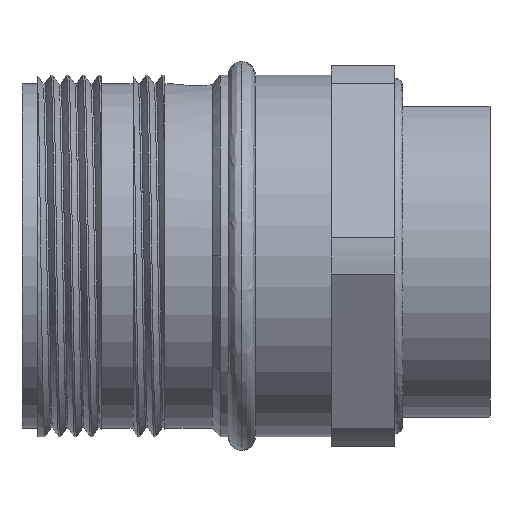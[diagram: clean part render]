
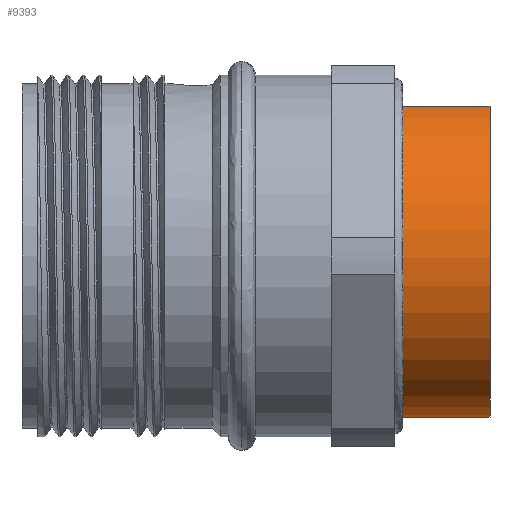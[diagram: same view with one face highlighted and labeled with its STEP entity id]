
A CAD part, front view. The second image highlights one B-rep face of the part: STEP entity #9393.
In plain terms, the highlighted cylindrical face has radius 10.15 mm (diameter 20.3 mm), a partial arc.
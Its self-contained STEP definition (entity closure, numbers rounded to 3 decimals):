
#472 = EDGE_LOOP ( 'NONE', ( #5918, #5569, #5116, #774 ) ) ;
#489 = CARTESIAN_POINT ( 'NONE',  ( 29.5, 0., 0. ) ) ;
#774 = ORIENTED_EDGE ( 'NONE', *, *, #2797, .T. ) ;
#1297 = LINE ( 'NONE', #13693, #1491 ) ;
#1491 = VECTOR ( 'NONE', #13795, 1000. ) ;
#1572 = DIRECTION ( 'NONE',  ( 0., 0., 1. ) ) ;
#2024 = DIRECTION ( 'NONE',  ( 0., 0., 1. ) ) ;
#2075 = DIRECTION ( 'NONE',  ( 1., 0., 0. ) ) ;
#2165 = CARTESIAN_POINT ( 'NONE',  ( 23.5, 0., 0. ) ) ;
#2797 = EDGE_CURVE ( 'NONE', #11664, #13639, #10932, .T. ) ;
#3797 = CARTESIAN_POINT ( 'NONE',  ( 23.5, -3.704, 9.45 ) ) ;
#4572 = DIRECTION ( 'NONE',  ( -1., 0., 0. ) ) ;
#4660 = FACE_OUTER_BOUND ( 'NONE', #472, .T. ) ;
#4817 = CYLINDRICAL_SURFACE ( 'NONE', #11776, 10.15 ) ;
#5116 = ORIENTED_EDGE ( 'NONE', *, *, #11267, .T. ) ;
#5569 = ORIENTED_EDGE ( 'NONE', *, *, #8599, .T. ) ;
#5691 = CARTESIAN_POINT ( 'NONE',  ( 29.5, -3.704, 9.45 ) ) ;
#5708 = CARTESIAN_POINT ( 'NONE',  ( 29.5, 0., 0. ) ) ;
#5918 = ORIENTED_EDGE ( 'NONE', *, *, #7232, .T. ) ;
#6255 = AXIS2_PLACEMENT_3D ( 'NONE', #2165, #2075, #2024 ) ;
#7232 = EDGE_CURVE ( 'NONE', #13639, #12109, #12597, .T. ) ;
#7896 = DIRECTION ( 'NONE',  ( 0., 0., 1. ) ) ;
#8192 = DIRECTION ( 'NONE',  ( -1., 0., 0. ) ) ;
#8599 = EDGE_CURVE ( 'NONE', #12109, #10093, #1297, .T. ) ;
#9393 = ADVANCED_FACE ( 'NONE', ( #4660 ), #4817, .T. ) ;
#10011 = CARTESIAN_POINT ( 'NONE',  ( 23.5, 3.704, 9.45 ) ) ;
#10093 = VERTEX_POINT ( 'NONE', #12410 ) ;
#10932 = LINE ( 'NONE', #14069, #10981 ) ;
#10978 = AXIS2_PLACEMENT_3D ( 'NONE', #489, #8192, #1572 ) ;
#10981 = VECTOR ( 'NONE', #14048, 1000. ) ;
#11034 = CIRCLE ( 'NONE', #10978, 10.15 ) ;
#11267 = EDGE_CURVE ( 'NONE', #10093, #11664, #11034, .T. ) ;
#11664 = VERTEX_POINT ( 'NONE', #5691 ) ;
#11776 = AXIS2_PLACEMENT_3D ( 'NONE', #5708, #4572, #7896 ) ;
#12109 = VERTEX_POINT ( 'NONE', #10011 ) ;
#12410 = CARTESIAN_POINT ( 'NONE',  ( 29.5, 3.704, 9.45 ) ) ;
#12597 = CIRCLE ( 'NONE', #6255, 10.15 ) ;
#13639 = VERTEX_POINT ( 'NONE', #3797 ) ;
#13693 = CARTESIAN_POINT ( 'NONE',  ( 23.5, 3.704, 9.45 ) ) ;
#13795 = DIRECTION ( 'NONE',  ( 1., 0., 0. ) ) ;
#14048 = DIRECTION ( 'NONE',  ( -1., 0., 0. ) ) ;
#14069 = CARTESIAN_POINT ( 'NONE',  ( 23.5, -3.704, 9.45 ) ) ;
